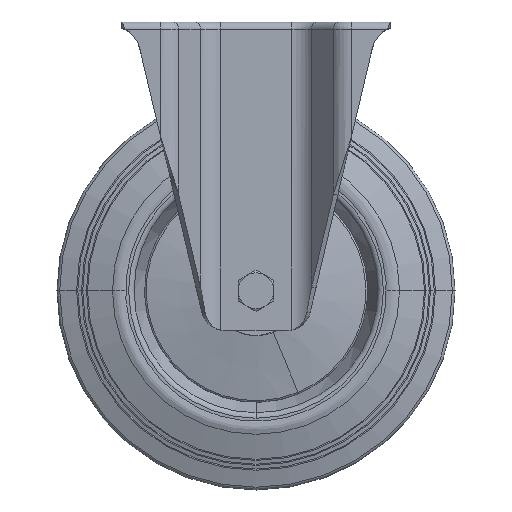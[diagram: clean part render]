
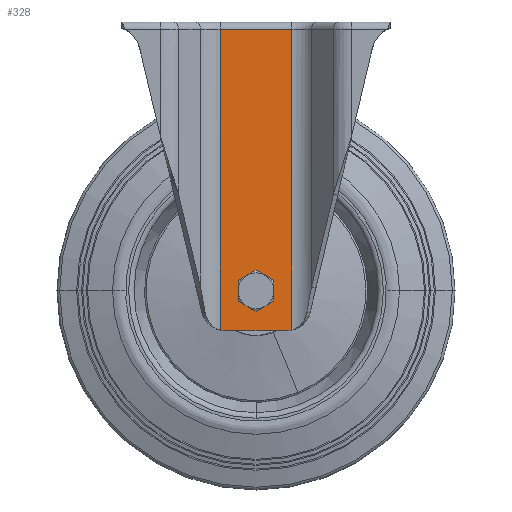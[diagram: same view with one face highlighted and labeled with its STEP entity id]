
A CAD part, top view. The second image highlights one B-rep face of the part: STEP entity #328.
In plain terms, the highlighted planar face has unit normal (0, 0, 1).
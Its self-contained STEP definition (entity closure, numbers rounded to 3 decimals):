
#328=ADVANCED_FACE('',(#878,#879),#880,.F.);
#878=FACE_OUTER_BOUND('',#6440,.T.);
#879=FACE_BOUND('',#6441,.T.);
#880=PLANE('',#6442);
#6440=EDGE_LOOP('',(#11339,#11340,#11341,#11342,#11343,#11344,#11345));
#6441=EDGE_LOOP('',(#11346,#11347));
#6442=AXIS2_PLACEMENT_3D('',#11348,#11349,#11350);
#11339=ORIENTED_EDGE('',*,*,#12857,.F.);
#11340=ORIENTED_EDGE('',*,*,#12852,.F.);
#11341=ORIENTED_EDGE('',*,*,#12858,.F.);
#11342=ORIENTED_EDGE('',*,*,#12859,.F.);
#11343=ORIENTED_EDGE('',*,*,#12860,.F.);
#11344=ORIENTED_EDGE('',*,*,#12844,.T.);
#11345=ORIENTED_EDGE('',*,*,#12848,.F.);
#11346=ORIENTED_EDGE('',*,*,#12861,.F.);
#11347=ORIENTED_EDGE('',*,*,#12552,.F.);
#11348=CARTESIAN_POINT('',(2.678,100.422,73.345));
#11349=DIRECTION('',(0.,0.,-1.0));
#11350=DIRECTION('',(-1.0,0.0,0.));
#12552=EDGE_CURVE('',#13406,#13409,#13410,.T.);
#12844=EDGE_CURVE('',#13888,#13886,#13889,.T.);
#12848=EDGE_CURVE('',#13893,#13886,#13895,.T.);
#12852=EDGE_CURVE('',#13900,#13902,#13903,.T.);
#12857=EDGE_CURVE('',#13902,#13893,#13908,.T.);
#12858=EDGE_CURVE('',#13909,#13900,#13910,.T.);
#12859=EDGE_CURVE('',#13911,#13909,#13912,.T.);
#12860=EDGE_CURVE('',#13888,#13911,#13913,.T.);
#12861=EDGE_CURVE('',#13409,#13406,#13914,.T.);
#13406=VERTEX_POINT('',#14654);
#13409=VERTEX_POINT('',#14658);
#13410=CIRCLE('',#14659,6.25);
#13886=VERTEX_POINT('',#15963);
#13888=VERTEX_POINT('',#15984);
#13889=LINE('',#15985,#15986);
#13893=VERTEX_POINT('',#15991);
#13895=CIRCLE('',#15994,12.0);
#13900=VERTEX_POINT('',#16000);
#13902=VERTEX_POINT('',#16003);
#13903=LINE('',#16004,#16005);
#13908=LINE('',#16012,#16013);
#13909=VERTEX_POINT('',#16014);
#13910=CIRCLE('',#16015,12.0);
#13911=VERTEX_POINT('',#16016);
#13912=LINE('',#16017,#16018);
#13913=LINE('',#16019,#16020);
#13914=CIRCLE('',#16021,6.25);
#14654=CARTESIAN_POINT('',(-21.55,-31.578,73.345));
#14658=CARTESIAN_POINT('',(-9.05,-31.578,73.345));
#14659=AXIS2_PLACEMENT_3D('',#17712,#17713,#17714);
#15963=CARTESIAN_POINT('',(-33.278,-51.344,73.345));
#15984=CARTESIAN_POINT('',(-33.278,99.686,73.345));
#15985=CARTESIAN_POINT('',(-33.278,100.422,73.345));
#15986=VECTOR('',#18324,1000.0);
#15991=CARTESIAN_POINT('',(-30.9,-51.585,73.345));
#15994=AXIS2_PLACEMENT_3D('',#18330,#18331,#18332);
#16000=CARTESIAN_POINT('',(0.299,-51.585,73.345));
#16003=CARTESIAN_POINT('',(-15.3,-51.603,73.345));
#16004=CARTESIAN_POINT('',(0.299,-51.585,73.345));
#16005=VECTOR('',#18338,1000.0);
#16012=CARTESIAN_POINT('',(-15.3,-51.603,73.345));
#16013=VECTOR('',#18347,1000.0);
#16014=CARTESIAN_POINT('',(2.678,-51.344,73.345));
#16015=AXIS2_PLACEMENT_3D('',#18348,#18349,#18350);
#16016=CARTESIAN_POINT('',(2.678,99.686,73.345));
#16017=CARTESIAN_POINT('',(2.678,100.422,73.345));
#16018=VECTOR('',#18351,1000.0);
#16019=CARTESIAN_POINT('',(2.678,99.686,73.345));
#16020=VECTOR('',#18352,1000.0);
#16021=AXIS2_PLACEMENT_3D('',#18353,#18354,#18355);
#17712=CARTESIAN_POINT('',(-15.3,-31.578,73.345));
#17713=DIRECTION('',(0.,0.,1.0));
#17714=DIRECTION('',(-1.0,0.,0.));
#18324=DIRECTION('',(0.,-1.0,0.));
#18330=CARTESIAN_POINT('',(-30.886,-39.585,73.345));
#18331=DIRECTION('',(0.,0.,-1.0));
#18332=DIRECTION('',(0.,-1.0,0.));
#18338=DIRECTION('',(-1.,-0.001,0.));
#18347=DIRECTION('',(-1.,0.001,0.));
#18348=CARTESIAN_POINT('',(0.285,-39.585,73.345));
#18349=DIRECTION('',(0.,0.,-1.0));
#18350=DIRECTION('',(0.,-1.0,0.));
#18351=DIRECTION('',(0.,-1.0,0.));
#18352=DIRECTION('',(1.0,0.,0.));
#18353=CARTESIAN_POINT('',(-15.3,-31.578,73.345));
#18354=DIRECTION('',(0.,0.,1.0));
#18355=DIRECTION('',(-1.0,0.,0.));
